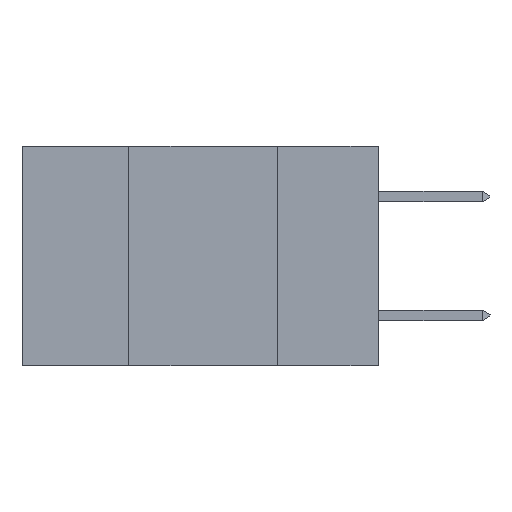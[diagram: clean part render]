
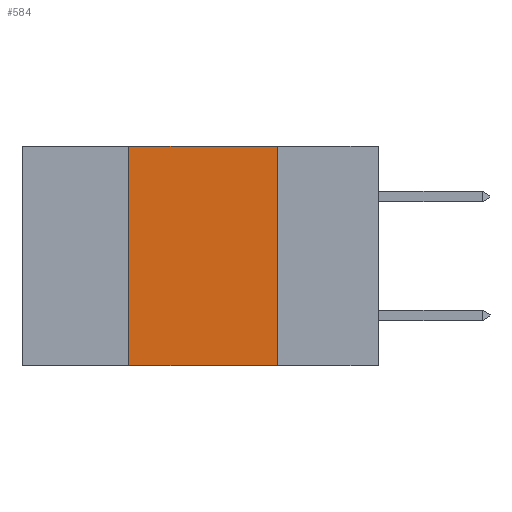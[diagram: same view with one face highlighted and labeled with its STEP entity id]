
A CAD part, left-side view. The second image highlights one B-rep face of the part: STEP entity #584.
In plain terms, the highlighted planar face has unit normal (-1, 0, 0).
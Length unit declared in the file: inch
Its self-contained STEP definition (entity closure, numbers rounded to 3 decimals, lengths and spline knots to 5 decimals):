
#584 = ADVANCED_FACE ( 'NONE', ( #12447 ), #10040, .F. ) ;
#686 = EDGE_LOOP ( 'NONE', ( #10078, #7160, #13757, #1361 ) ) ;
#1361 = ORIENTED_EDGE ( 'NONE', *, *, #8809, .T. ) ;
#1887 = DIRECTION ( 'NONE',  ( 0., 0., -1. ) ) ;
#2079 = CARTESIAN_POINT ( 'NONE',  ( 0., 0.17, -0.37 ) ) ;
#2132 = VERTEX_POINT ( 'NONE', #9883 ) ;
#2591 = EDGE_CURVE ( 'NONE', #2132, #13080, #8856, .T. ) ;
#2616 = CARTESIAN_POINT ( 'NONE',  ( 0., 0.17, -0.37 ) ) ;
#3022 = LINE ( 'NONE', #6648, #6132 ) ;
#3874 = VERTEX_POINT ( 'NONE', #5092 ) ;
#4317 = VECTOR ( 'NONE', #1887, 39.37008 ) ;
#4344 = AXIS2_PLACEMENT_3D ( 'NONE', #10095, #11292, #12944 ) ;
#4664 = LINE ( 'NONE', #2079, #4317 ) ;
#5092 = CARTESIAN_POINT ( 'NONE',  ( 0., 0.42, -0.37 ) ) ;
#5205 = VERTEX_POINT ( 'NONE', #2616 ) ;
#5616 = VECTOR ( 'NONE', #6899, 39.37008 ) ;
#6132 = VECTOR ( 'NONE', #6628, 39.37008 ) ;
#6628 = DIRECTION ( 'NONE',  ( 0., -1., 0. ) ) ;
#6648 = CARTESIAN_POINT ( 'NONE',  ( 0., 0.6, -0.37 ) ) ;
#6899 = DIRECTION ( 'NONE',  ( 0., -1., 0. ) ) ;
#7160 = ORIENTED_EDGE ( 'NONE', *, *, #2591, .F. ) ;
#7330 = DIRECTION ( 'NONE',  ( 0., 0., 1. ) ) ;
#7388 = CARTESIAN_POINT ( 'NONE',  ( 0., 0.42, -0.37 ) ) ;
#7658 = VECTOR ( 'NONE', #7330, 39.37008 ) ;
#8275 = CARTESIAN_POINT ( 'NONE',  ( 0., 0.6, 0. ) ) ;
#8809 = EDGE_CURVE ( 'NONE', #3874, #5205, #3022, .T. ) ;
#8856 = LINE ( 'NONE', #8275, #5616 ) ;
#9883 = CARTESIAN_POINT ( 'NONE',  ( 0., 0.42, 0. ) ) ;
#10040 = PLANE ( 'NONE',  #4344 ) ;
#10078 = ORIENTED_EDGE ( 'NONE', *, *, #13551, .F. ) ;
#10095 = CARTESIAN_POINT ( 'NONE',  ( 0., 0.6, 0. ) ) ;
#10591 = LINE ( 'NONE', #7388, #7658 ) ;
#11292 = DIRECTION ( 'NONE',  ( 1., 0., 0. ) ) ;
#12447 = FACE_OUTER_BOUND ( 'NONE', #686, .T. ) ;
#12944 = DIRECTION ( 'NONE',  ( 0., 0., -1. ) ) ;
#13080 = VERTEX_POINT ( 'NONE', #13737 ) ;
#13551 = EDGE_CURVE ( 'NONE', #13080, #5205, #4664, .T. ) ;
#13737 = CARTESIAN_POINT ( 'NONE',  ( 0., 0.17, 0. ) ) ;
#13757 = ORIENTED_EDGE ( 'NONE', *, *, #14196, .F. ) ;
#14196 = EDGE_CURVE ( 'NONE', #3874, #2132, #10591, .T. ) ;
